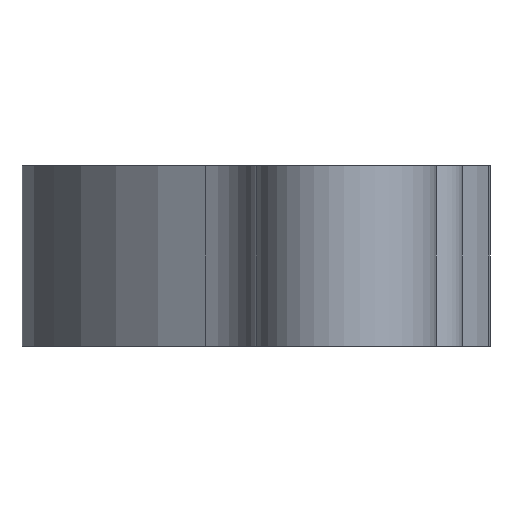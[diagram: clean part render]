
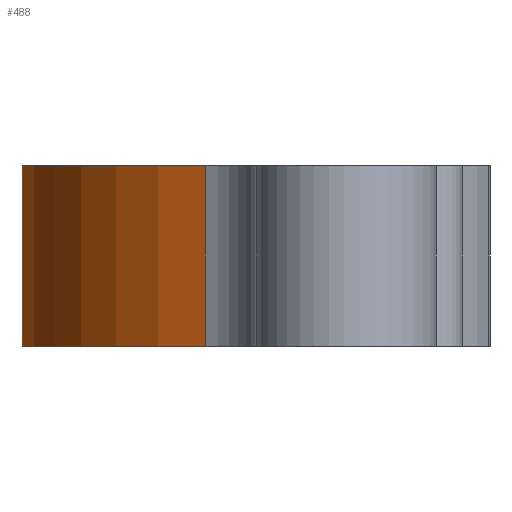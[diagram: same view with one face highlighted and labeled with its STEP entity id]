
A CAD part, left-side view. The second image highlights one B-rep face of the part: STEP entity #488.
In plain terms, the highlighted cylindrical face has radius 18 mm (diameter 36 mm), a partial arc.
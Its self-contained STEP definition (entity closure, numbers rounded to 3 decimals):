
#436=CARTESIAN_POINT('Vertex',(78.712,0.,0.)) ;
#439=CARTESIAN_POINT('Line Origine',(78.712,0.,5.)) ;
#443=CARTESIAN_POINT('Vertex',(78.712,0.,10.)) ;
#458=CARTESIAN_POINT('Axis2P3D Location',(60.712,0.,5.)) ;
#463=CARTESIAN_POINT('Axis2P3D Location',(60.712,0.,0.)) ;
#467=CARTESIAN_POINT('Vertex',(44.503,7.826,0.)) ;
#470=CARTESIAN_POINT('Line Origine',(44.503,7.826,5.)) ;
#474=CARTESIAN_POINT('Vertex',(44.503,7.826,10.)) ;
#477=CARTESIAN_POINT('Axis2P3D Location',(60.712,0.,10.)) ;
#440=DIRECTION('Vector Direction',(0.,0.,1.)) ;
#459=DIRECTION('Axis2P3D Direction',(0.,0.,1.)) ;
#460=DIRECTION('Axis2P3D XDirection',(1.,0.,0.)) ;
#464=DIRECTION('Axis2P3D Direction',(0.,0.,1.)) ;
#471=DIRECTION('Vector Direction',(0.,0.,1.)) ;
#478=DIRECTION('Axis2P3D Direction',(0.,0.,1.)) ;
#461=AXIS2_PLACEMENT_3D('Cylinder Axis2P3D',#458,#459,#460) ;
#465=AXIS2_PLACEMENT_3D('Circle Axis2P3D',#463,#464,$) ;
#479=AXIS2_PLACEMENT_3D('Circle Axis2P3D',#477,#478,$) ;
#483=ORIENTED_EDGE('',*,*,#445,.F.) ;
#484=ORIENTED_EDGE('',*,*,#469,.T.) ;
#485=ORIENTED_EDGE('',*,*,#476,.T.) ;
#486=ORIENTED_EDGE('',*,*,#481,.F.) ;
#441=VECTOR('Line Direction',#440,1.) ;
#472=VECTOR('Line Direction',#471,1.) ;
#488=ADVANCED_FACE('PartBody',(#487),#462,.T.) ;
#466=CIRCLE('generated circle',#465,18.) ;
#480=CIRCLE('generated circle',#479,18.) ;
#462=CYLINDRICAL_SURFACE('generated cylinder',#461,18.) ;
#445=EDGE_CURVE('',#437,#444,#442,.T.) ;
#469=EDGE_CURVE('',#437,#468,#466,.T.) ;
#476=EDGE_CURVE('',#468,#475,#473,.T.) ;
#481=EDGE_CURVE('',#444,#475,#480,.T.) ;
#482=EDGE_LOOP('',(#483,#484,#485,#486)) ;
#487=FACE_OUTER_BOUND('',#482,.T.) ;
#442=LINE('Line',#439,#441) ;
#473=LINE('Line',#470,#472) ;
#437=VERTEX_POINT('',#436) ;
#444=VERTEX_POINT('',#443) ;
#468=VERTEX_POINT('',#467) ;
#475=VERTEX_POINT('',#474) ;
